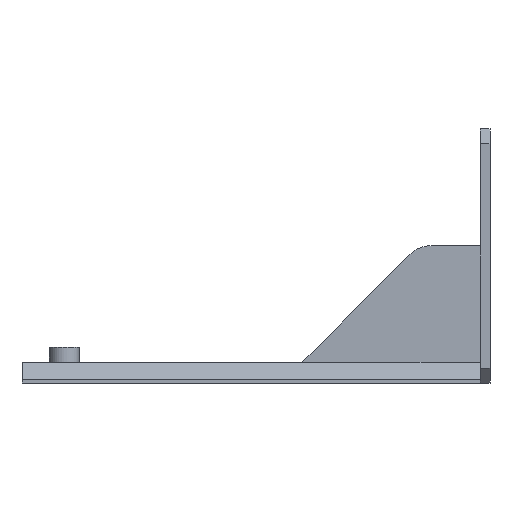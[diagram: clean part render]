
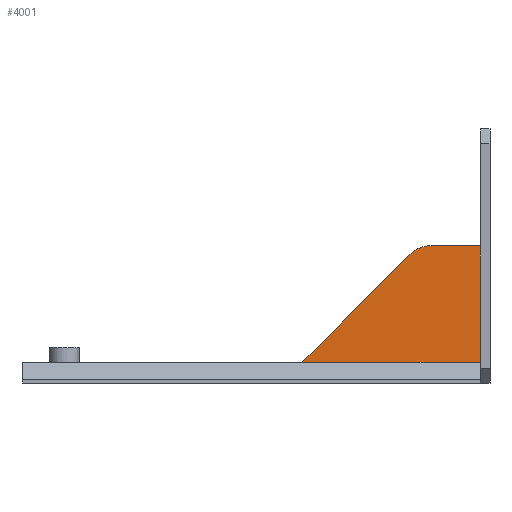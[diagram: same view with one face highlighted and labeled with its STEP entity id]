
A CAD part, front view. The second image highlights one B-rep face of the part: STEP entity #4001.
In plain terms, the highlighted planar face has unit normal (0, -1, 0).
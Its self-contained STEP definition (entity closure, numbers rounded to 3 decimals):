
#191=CIRCLE('',#4308,6.);
#397=FACE_OUTER_BOUND('',#618,.T.);
#618=EDGE_LOOP('',(#3356,#3357,#3358,#3359,#3360));
#1078=LINE('',#6564,#1543);
#1081=LINE('',#6571,#1546);
#1085=LINE('',#6582,#1550);
#1086=LINE('',#6583,#1551);
#1543=VECTOR('',#5308,10.);
#1546=VECTOR('',#5313,10.);
#1550=VECTOR('',#5325,10.);
#1551=VECTOR('',#5326,10.);
#1893=VERTEX_POINT('',#6446);
#1922=VERTEX_POINT('',#6563);
#1924=VERTEX_POINT('',#6569);
#1925=VERTEX_POINT('',#6570);
#1928=VERTEX_POINT('',#6581);
#2472=EDGE_CURVE('',#1922,#1893,#1078,.T.);
#2475=EDGE_CURVE('',#1924,#1925,#1081,.T.);
#2479=EDGE_CURVE('',#1924,#1922,#191,.T.);
#2481=EDGE_CURVE('',#1928,#1893,#1085,.T.);
#2482=EDGE_CURVE('',#1925,#1928,#1086,.T.);
#3356=ORIENTED_EDGE('',*,*,#2479,.T.);
#3357=ORIENTED_EDGE('',*,*,#2472,.T.);
#3358=ORIENTED_EDGE('',*,*,#2481,.F.);
#3359=ORIENTED_EDGE('',*,*,#2482,.F.);
#3360=ORIENTED_EDGE('',*,*,#2475,.F.);
#3798=PLANE('',#4310);
#4001=ADVANCED_FACE('',(#397),#3798,.T.);
#4308=AXIS2_PLACEMENT_3D('',#6578,#5319,#5320);
#4310=AXIS2_PLACEMENT_3D('',#6580,#5323,#5324);
#5308=DIRECTION('',(-0.707,0.,-0.707));
#5313=DIRECTION('',(1.,0.,0.));
#5319=DIRECTION('center_axis',(0.,-1.,0.));
#5320=DIRECTION('ref_axis',(0.,0.,
1.));
#5323=DIRECTION('center_axis',(0.,-1.,0.));
#5324=DIRECTION('ref_axis',(0.,0.,1.));
#5325=DIRECTION('',(-1.,0.,0.));
#5326=DIRECTION('',(0.,0.,-1.));
#6446=CARTESIAN_POINT('',(55.667,-75.885,7.167));
#6563=CARTESIAN_POINT('',(77.323,-75.885,28.824));
#6564=CARTESIAN_POINT('',(77.323,-75.885,28.824));
#6569=CARTESIAN_POINT('',(81.563,-75.885,30.581));
#6570=CARTESIAN_POINT('',(91.4,-75.885,30.586));
#6571=CARTESIAN_POINT('',(81.563,-75.885,30.581));
#6578=CARTESIAN_POINT('Origin',(81.566,-75.885,24.581));
#6580=CARTESIAN_POINT('Origin',(46.45,-75.885,28.504));
#6581=CARTESIAN_POINT('',(91.4,-75.885,7.167));
#6582=CARTESIAN_POINT('',(91.4,-75.885,7.167));
#6583=CARTESIAN_POINT('',(91.4,-75.885,28.504));
